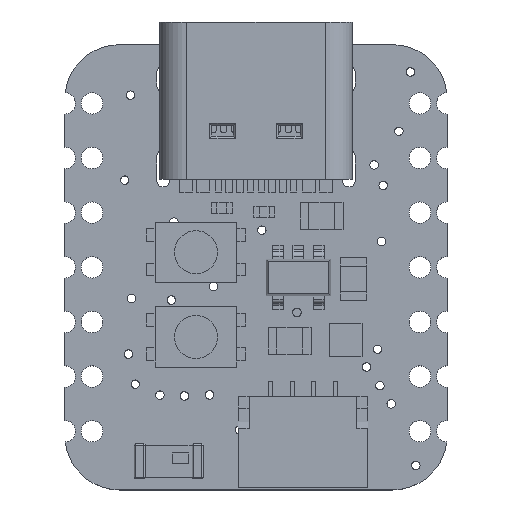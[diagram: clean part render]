
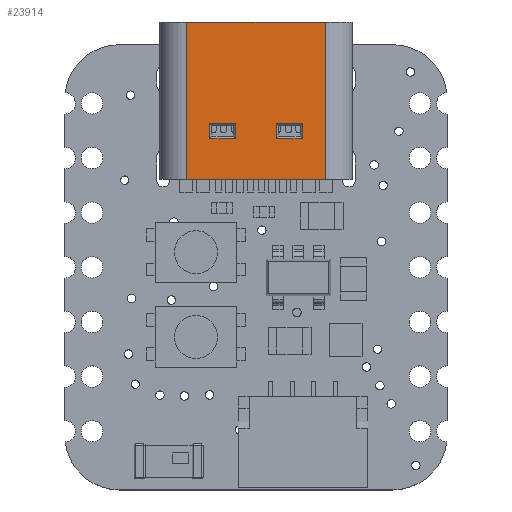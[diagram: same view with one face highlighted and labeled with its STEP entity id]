
A CAD part, top view. The second image highlights one B-rep face of the part: STEP entity #23914.
In plain terms, the highlighted planar face has unit normal (0, 0, 1).
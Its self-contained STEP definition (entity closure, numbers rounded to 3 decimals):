
#1186=FACE_BOUND('',#3981,.T.);
#1187=FACE_BOUND('',#3982,.T.);
#1392=PLANE('',#25796);
#2548=FACE_OUTER_BOUND('',#3980,.T.);
#3980=EDGE_LOOP('',(#18369,#18370,#18371,#18372));
#3981=EDGE_LOOP('',(#18373,#18374,#18375,#18376));
#3982=EDGE_LOOP('',(#18377,#18378,#18379,#18380));
#6209=LINE('',#35780,#8965);
#6224=LINE('',#35846,#8980);
#6225=LINE('',#35848,#8981);
#6226=LINE('',#35849,#8982);
#6227=LINE('',#35852,#8983);
#6228=LINE('',#35854,#8984);
#6229=LINE('',#35856,#8985);
#6230=LINE('',#35857,#8986);
#6231=LINE('',#35860,#8987);
#6232=LINE('',#35862,#8988);
#6233=LINE('',#35864,#8989);
#6234=LINE('',#35865,#8990);
#8965=VECTOR('',#29008,6.44);
#8980=VECTOR('',#29081,7.3);
#8981=VECTOR('',#29082,6.44);
#8982=VECTOR('',#29083,7.3);
#8983=VECTOR('',#29084,1.2);
#8984=VECTOR('',#29085,0.7);
#8985=VECTOR('',#29086,1.2);
#8986=VECTOR('',#29087,0.7);
#8987=VECTOR('',#29088,1.2);
#8988=VECTOR('',#29089,0.7);
#8989=VECTOR('',#29090,1.2);
#8990=VECTOR('',#29091,0.7);
#11750=VERTEX_POINT('',#35777);
#11751=VERTEX_POINT('',#35779);
#11773=VERTEX_POINT('',#35845);
#11774=VERTEX_POINT('',#35847);
#11775=VERTEX_POINT('',#35850);
#11776=VERTEX_POINT('',#35851);
#11777=VERTEX_POINT('',#35853);
#11778=VERTEX_POINT('',#35855);
#11779=VERTEX_POINT('',#35858);
#11780=VERTEX_POINT('',#35859);
#11781=VERTEX_POINT('',#35861);
#11782=VERTEX_POINT('',#35863);
#14229=EDGE_CURVE('',#11751,#11750,#6209,.T.);
#14265=EDGE_CURVE('',#11750,#11773,#6224,.F.);
#14266=EDGE_CURVE('',#11774,#11773,#6225,.T.);
#14267=EDGE_CURVE('',#11774,#11751,#6226,.T.);
#14268=EDGE_CURVE('',#11775,#11776,#6227,.T.);
#14269=EDGE_CURVE('',#11776,#11777,#6228,.T.);
#14270=EDGE_CURVE('',#11777,#11778,#6229,.T.);
#14271=EDGE_CURVE('',#11778,#11775,#6230,.T.);
#14272=EDGE_CURVE('',#11779,#11780,#6231,.T.);
#14273=EDGE_CURVE('',#11780,#11781,#6232,.T.);
#14274=EDGE_CURVE('',#11781,#11782,#6233,.T.);
#14275=EDGE_CURVE('',#11782,#11779,#6234,.T.);
#18369=ORIENTED_EDGE('',*,*,#14229,.T.);
#18370=ORIENTED_EDGE('',*,*,#14265,.T.);
#18371=ORIENTED_EDGE('',*,*,#14266,.F.);
#18372=ORIENTED_EDGE('',*,*,#14267,.T.);
#18373=ORIENTED_EDGE('',*,*,#14268,.T.);
#18374=ORIENTED_EDGE('',*,*,#14269,.T.);
#18375=ORIENTED_EDGE('',*,*,#14270,.T.);
#18376=ORIENTED_EDGE('',*,*,#14271,.T.);
#18377=ORIENTED_EDGE('',*,*,#14272,.T.);
#18378=ORIENTED_EDGE('',*,*,#14273,.T.);
#18379=ORIENTED_EDGE('',*,*,#14274,.T.);
#18380=ORIENTED_EDGE('',*,*,#14275,.T.);
#23914=ADVANCED_FACE('',(#2548,#1186,#1187),#1392,.F.);
#25796=AXIS2_PLACEMENT_3D('',#35844,#29079,#29080);
#29008=DIRECTION('',(-1.,0.,0.));
#29079=DIRECTION('center_axis',(0.,0.,-1.));
#29080=DIRECTION('ref_axis',(1.,0.,0.));
#29081=DIRECTION('',(0.,1.,0.));
#29082=DIRECTION('',(-1.,0.,0.));
#29083=DIRECTION('',(0.,1.,0.));
#29084=DIRECTION('',(1.,0.,0.));
#29085=DIRECTION('',(0.,-1.,0.));
#29086=DIRECTION('',(-1.,0.,0.));
#29087=DIRECTION('',(0.,1.,0.));
#29088=DIRECTION('',(1.,0.,0.));
#29089=DIRECTION('',(0.,-1.,0.));
#29090=DIRECTION('',(-1.,0.,0.));
#29091=DIRECTION('',(0.,1.,0.));
#35777=CARTESIAN_POINT('',(-3.22,3.459,3.222));
#35779=CARTESIAN_POINT('',(3.22,3.459,3.222));
#35780=CARTESIAN_POINT('',(3.22,3.459,3.222));
#35844=CARTESIAN_POINT('Origin',(-4.47,-3.841,3.222));
#35845=CARTESIAN_POINT('',(-3.22,-3.841,3.222));
#35846=CARTESIAN_POINT('',(-3.22,-3.841,3.222));
#35847=CARTESIAN_POINT('',(3.22,-3.841,3.222));
#35848=CARTESIAN_POINT('',(3.22,-3.841,3.222));
#35849=CARTESIAN_POINT('',(3.22,-3.841,3.222));
#35850=CARTESIAN_POINT('',(-2.15,1.559,3.222));
#35851=CARTESIAN_POINT('',(-0.95,1.559,3.222));
#35852=CARTESIAN_POINT('',(-2.15,1.559,3.222));
#35853=CARTESIAN_POINT('',(-0.95,0.859,3.222));
#35854=CARTESIAN_POINT('',(-0.95,1.559,3.222));
#35855=CARTESIAN_POINT('',(-2.15,0.859,3.222));
#35856=CARTESIAN_POINT('',(-0.95,0.859,3.222));
#35857=CARTESIAN_POINT('',(-2.15,0.859,3.222));
#35858=CARTESIAN_POINT('',(0.95,1.559,3.222));
#35859=CARTESIAN_POINT('',(2.15,1.559,3.222));
#35860=CARTESIAN_POINT('',(0.95,1.559,3.222));
#35861=CARTESIAN_POINT('',(2.15,0.859,3.222));
#35862=CARTESIAN_POINT('',(2.15,1.559,3.222));
#35863=CARTESIAN_POINT('',(0.95,0.859,3.222));
#35864=CARTESIAN_POINT('',(2.15,0.859,3.222));
#35865=CARTESIAN_POINT('',(0.95,0.859,3.222));
